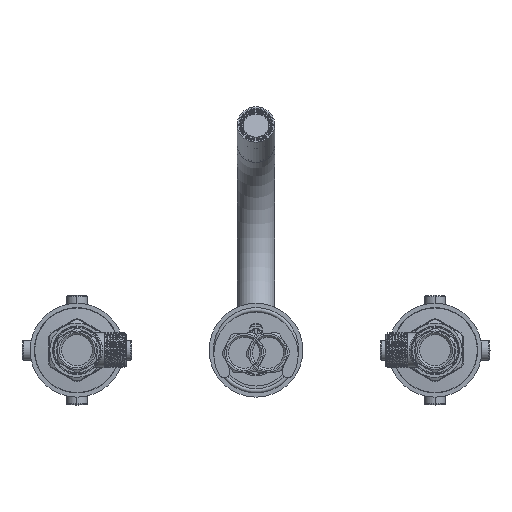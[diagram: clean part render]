
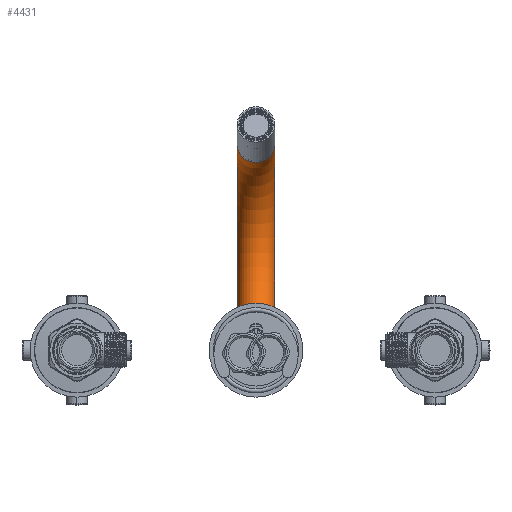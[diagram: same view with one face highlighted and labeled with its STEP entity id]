
A CAD part, front view. The second image highlights one B-rep face of the part: STEP entity #4431.
In plain terms, the highlighted toroidal (fillet/blend) face has major radius 62 mm and minor radius 11 mm.
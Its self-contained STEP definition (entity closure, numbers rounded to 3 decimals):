
#2806=FACE_BOUND('',#7182,.T.);
#2807=FACE_BOUND('',#7183,.T.);
#4431=ADVANCED_FACE('',(#2806,#2807),#4644,.T.);
#4644=TOROIDAL_SURFACE('',#23943,62.,11.);
#7182=EDGE_LOOP('',(#12689));
#7183=EDGE_LOOP('',(#12690));
#12689=ORIENTED_EDGE('',*,*,#17897,.T.);
#12690=ORIENTED_EDGE('',*,*,#17895,.F.);
#15068=VERTEX_POINT('',#53509);
#15070=VERTEX_POINT('',#53514);
#17895=EDGE_CURVE('',#15068,#15068,#19175,.T.);
#17897=EDGE_CURVE('',#15070,#15070,#19177,.T.);
#19175=CIRCLE('',#23939,11.);
#19177=CIRCLE('',#23942,11.);
#23939=AXIS2_PLACEMENT_3D('',#53508,#29617,#29618);
#23942=AXIS2_PLACEMENT_3D('',#53513,#29623,#29624);
#23943=AXIS2_PLACEMENT_3D('',#53515,#29625,#29626);
#29617=DIRECTION('',(0.,-1.,0.));
#29618=DIRECTION('',(0.,0.,-1.));
#29623=DIRECTION('',(0.,0.944,-0.331));
#29624=DIRECTION('',(0.,0.331,0.944));
#29625=DIRECTION('',(-1.,0.,0.));
#29626=DIRECTION('',(0.,0.,1.));
#53508=CARTESIAN_POINT('',(-57035.906,27315.406,0.));
#53509=CARTESIAN_POINT('',(-57035.906,27315.406,-11.));
#53513=CARTESIAN_POINT('',(-57035.906,27335.899,120.515));
#53514=CARTESIAN_POINT('',(-57035.906,27339.535,130.897));
#53515=CARTESIAN_POINT('',(-57035.906,27315.406,62.));
